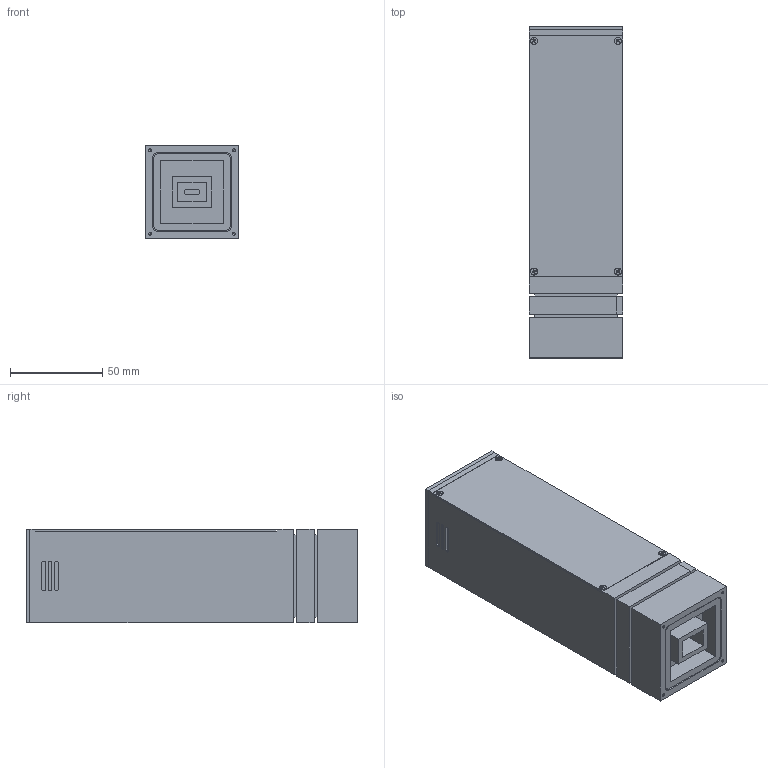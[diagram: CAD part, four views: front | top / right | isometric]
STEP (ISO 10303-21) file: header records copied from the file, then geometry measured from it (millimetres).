
FILE_DESCRIPTION (( 'STEP AP214' ), '1' );
FILE_NAME ('Tower A ASM.STEP', '2021-12-07T16:57:11', ( '' ), ( '' ), 'SwSTEP 2.0', 'SolidWorks 2021', '' );
FILE_SCHEMA (( 'AUTOMOTIVE_DESIGN' ));
Length unit declared in the file: inch
Products named in the file (9): Tower A ASM; Tower Door; Tower Cap - 01; Tower ABD Base Cap; 92010A003_92010A003; Tower ABD - Body_Tower A; Tower Cap - 02; Tower Side Vent Cover; Tower Cap ASM
Assembly tree (12 placements, depth 3):
  Tower A ASM
    Tower ABD - Body_Tower A
    Tower Cap ASM
      Tower Cap - 01
      Tower Cap - 02
    Tower Door
    Tower Side Vent Cover  x2
    Tower ABD Base Cap
    92010A003_92010A003  x4
Bounding box: 50.8 x 180 x 50.83 mm (x, y, z)
Volume: 128555.6 mm3; surface area: 98628.2 mm2
Topology: 11 solids, 11 shells, 580 faces, 1576 edges, 1024 vertices
Faces by surface type: plane 270, cylinder 206, cone 92, bspline 12
Entity records: 14425 total; most frequent: CARTESIAN_POINT 4037, ORIENTED_EDGE 2054, DIRECTION 2020, EDGE_CURVE 1027, VERTEX_POINT 678, AXIS2_PLACEMENT_3D 675, VECTOR 670, LINE 670
